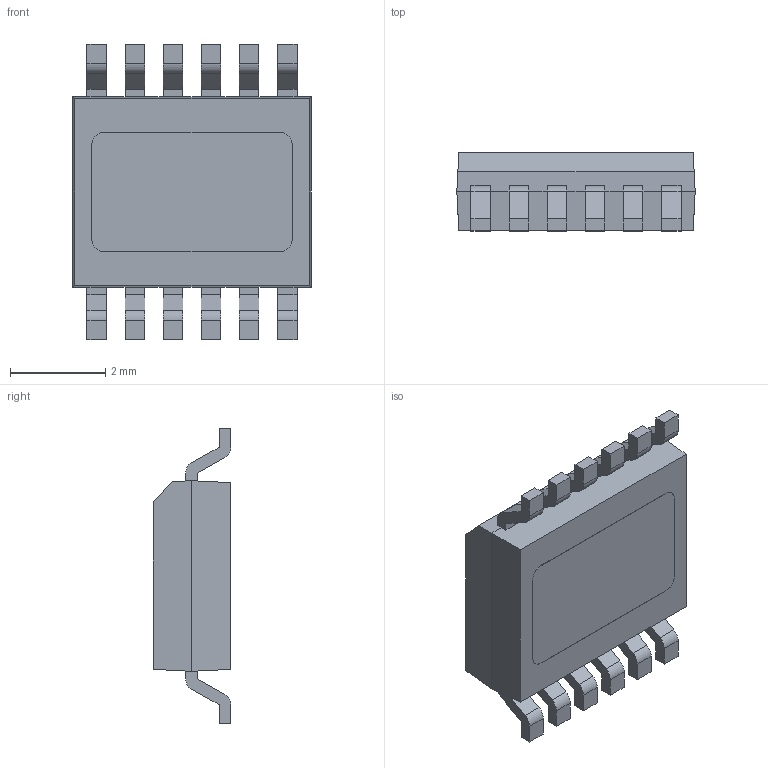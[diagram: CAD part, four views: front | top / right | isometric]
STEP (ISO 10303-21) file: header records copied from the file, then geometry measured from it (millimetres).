
FILE_DESCRIPTION (( 'STEP AP214' ), '1' );
FILE_NAME ('User Library-ST_MICRO_PowerSSO-12.STEP', '2021-09-03T08:58:56', ( '' ), ( '' ), 'SwSTEP 2.0', 'SolidWorks 2021', '' );
FILE_SCHEMA (( 'AUTOMOTIVE_DESIGN' ));
Length unit declared in the file: millimetre
Products named in the file (1): User Library-ST_MICRO_PowerSSO-12
Bounding box: 5 x 1.64 x 6.2 mm (x, y, z)
Volume: 33.3 mm3; surface area: 90 mm2
Topology: 1 solids, 1 shells, 299 faces, 836 edges, 556 vertices
Faces by surface type: plane 191, bspline 78, cylinder 28, cone 2
Entity records: 17003 total; most frequent: CARTESIAN_POINT 6570, ORIENTED_EDGE 1672, DIRECTION 1184, EDGE_CURVE 836, LINE 620, VECTOR 620, VERTEX_POINT 556, EDGE_LOOP 316
